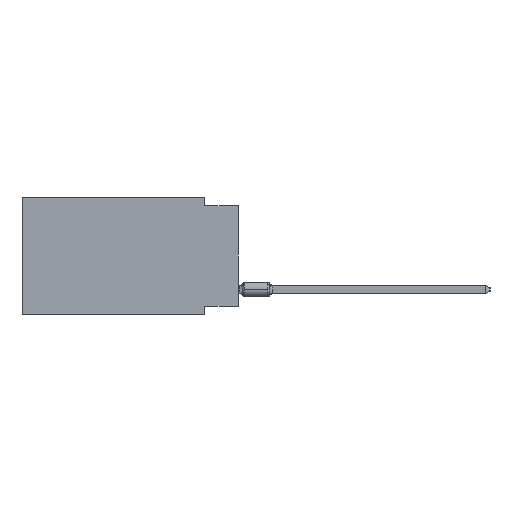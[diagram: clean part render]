
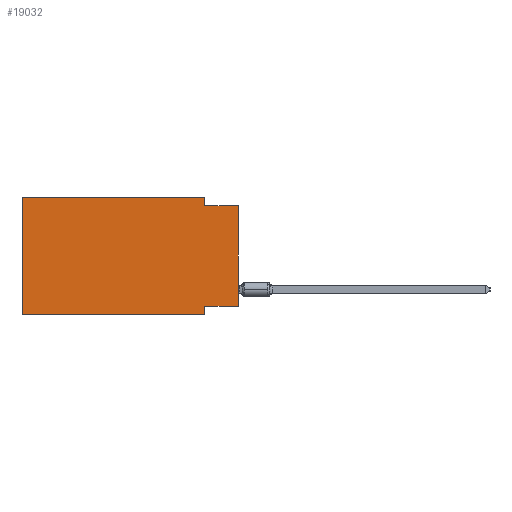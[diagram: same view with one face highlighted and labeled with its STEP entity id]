
A CAD part, left-side view. The second image highlights one B-rep face of the part: STEP entity #19032.
In plain terms, the highlighted planar face has unit normal (-1, 0, 0).
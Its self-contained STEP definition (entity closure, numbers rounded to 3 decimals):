
#78 = AXIS2_PLACEMENT_3D ( 'NONE', #32415, #9629, #38047 ) ;
#472 = VECTOR ( 'NONE', #24853, 1000. ) ;
#687 = DIRECTION ( 'NONE',  ( 0., 0., 1. ) ) ;
#691 = EDGE_CURVE ( 'NONE', #2130, #11662, #7156, .T. ) ;
#1265 = DIRECTION ( 'NONE',  ( 0., -1., 0. ) ) ;
#1773 = VERTEX_POINT ( 'NONE', #36101 ) ;
#2130 = VERTEX_POINT ( 'NONE', #21459 ) ;
#2205 = EDGE_CURVE ( 'NONE', #1773, #3528, #40654, .T. ) ;
#3360 = FACE_OUTER_BOUND ( 'NONE', #14911, .T. ) ;
#3528 = VERTEX_POINT ( 'NONE', #39549 ) ;
#3555 = VECTOR ( 'NONE', #22761, 1000. ) ;
#5509 = CARTESIAN_POINT ( 'NONE',  ( 0., 16.383, 0. ) ) ;
#5673 = LINE ( 'NONE', #34100, #26376 ) ;
#6541 = LINE ( 'NONE', #19282, #20979 ) ;
#7156 = LINE ( 'NONE', #32243, #25888 ) ;
#7332 = CARTESIAN_POINT ( 'NONE',  ( 0., 16.383, -8.89 ) ) ;
#8349 = ORIENTED_EDGE ( 'NONE', *, *, #35080, .T. ) ;
#9629 = DIRECTION ( 'NONE',  ( 1., 0., 0. ) ) ;
#10003 = LINE ( 'NONE', #37817, #3555 ) ;
#10984 = ORIENTED_EDGE ( 'NONE', *, *, #22868, .F. ) ;
#11261 = ORIENTED_EDGE ( 'NONE', *, *, #31892, .F. ) ;
#11662 = VERTEX_POINT ( 'NONE', #12780 ) ;
#11696 = EDGE_CURVE ( 'NONE', #3528, #11662, #39296, .T. ) ;
#12312 = CARTESIAN_POINT ( 'NONE',  ( 0., 2.54, -8.89 ) ) ;
#12780 = CARTESIAN_POINT ( 'NONE',  ( 0., 0., -0.635 ) ) ;
#12957 = ORIENTED_EDGE ( 'NONE', *, *, #691, .T. ) ;
#12979 = VERTEX_POINT ( 'NONE', #7332 ) ;
#14115 = ORIENTED_EDGE ( 'NONE', *, *, #25184, .F. ) ;
#14911 = EDGE_LOOP ( 'NONE', ( #12957, #38568, #33072, #11261, #14115, #8349, #22239, #10984 ) ) ;
#15736 = VECTOR ( 'NONE', #1265, 1000. ) ;
#19032 = ADVANCED_FACE ( 'NONE', ( #3360 ), #19661, .F. ) ;
#19282 = CARTESIAN_POINT ( 'NONE',  ( 0., 16.383, 0. ) ) ;
#19455 = DIRECTION ( 'NONE',  ( 0., 1., 0. ) ) ;
#19661 = PLANE ( 'NONE',  #78 ) ;
#19674 = CARTESIAN_POINT ( 'NONE',  ( 0., 0., -8.255 ) ) ;
#19880 = CARTESIAN_POINT ( 'NONE',  ( 0., 0., -0.635 ) ) ;
#20953 = DIRECTION ( 'NONE',  ( 0., -1., 0. ) ) ;
#20979 = VECTOR ( 'NONE', #687, 1000. ) ;
#21459 = CARTESIAN_POINT ( 'NONE',  ( 0., 0., -8.255 ) ) ;
#22131 = LINE ( 'NONE', #12312, #472 ) ;
#22239 = ORIENTED_EDGE ( 'NONE', *, *, #27875, .F. ) ;
#22761 = DIRECTION ( 'NONE',  ( 0., -1., 0. ) ) ;
#22868 = EDGE_CURVE ( 'NONE', #2130, #39265, #25738, .T. ) ;
#24666 = VECTOR ( 'NONE', #31070, 1000. ) ;
#24853 = DIRECTION ( 'NONE',  ( 0., 0., -1. ) ) ;
#25184 = EDGE_CURVE ( 'NONE', #12979, #30316, #6541, .T. ) ;
#25738 = LINE ( 'NONE', #19674, #29411 ) ;
#25888 = VECTOR ( 'NONE', #31842, 1000. ) ;
#26376 = VECTOR ( 'NONE', #20953, 1000. ) ;
#26478 = VERTEX_POINT ( 'NONE', #26749 ) ;
#26749 = CARTESIAN_POINT ( 'NONE',  ( 0., 2.54, -8.89 ) ) ;
#27875 = EDGE_CURVE ( 'NONE', #39265, #26478, #22131, .T. ) ;
#29411 = VECTOR ( 'NONE', #19455, 1000. ) ;
#30316 = VERTEX_POINT ( 'NONE', #5509 ) ;
#30863 = CARTESIAN_POINT ( 'NONE',  ( 0., 2.54, 0. ) ) ;
#31070 = DIRECTION ( 'NONE',  ( 0., 0., -1. ) ) ;
#31842 = DIRECTION ( 'NONE',  ( 0., 0., 1. ) ) ;
#31892 = EDGE_CURVE ( 'NONE', #30316, #1773, #5673, .T. ) ;
#32243 = CARTESIAN_POINT ( 'NONE',  ( 0., 0., 0. ) ) ;
#32415 = CARTESIAN_POINT ( 'NONE',  ( 0., 16.383, 0. ) ) ;
#33072 = ORIENTED_EDGE ( 'NONE', *, *, #2205, .F. ) ;
#34100 = CARTESIAN_POINT ( 'NONE',  ( 0., 16.383, 0. ) ) ;
#35080 = EDGE_CURVE ( 'NONE', #12979, #26478, #10003, .T. ) ;
#36101 = CARTESIAN_POINT ( 'NONE',  ( 0., 2.54, 0. ) ) ;
#37817 = CARTESIAN_POINT ( 'NONE',  ( 0., 16.383, -8.89 ) ) ;
#37983 = CARTESIAN_POINT ( 'NONE',  ( 0., 2.54, -8.255 ) ) ;
#38047 = DIRECTION ( 'NONE',  ( 0., 0., -1. ) ) ;
#38568 = ORIENTED_EDGE ( 'NONE', *, *, #11696, .F. ) ;
#39265 = VERTEX_POINT ( 'NONE', #37983 ) ;
#39296 = LINE ( 'NONE', #19880, #15736 ) ;
#39549 = CARTESIAN_POINT ( 'NONE',  ( 0., 2.54, -0.635 ) ) ;
#40654 = LINE ( 'NONE', #30863, #24666 ) ;
